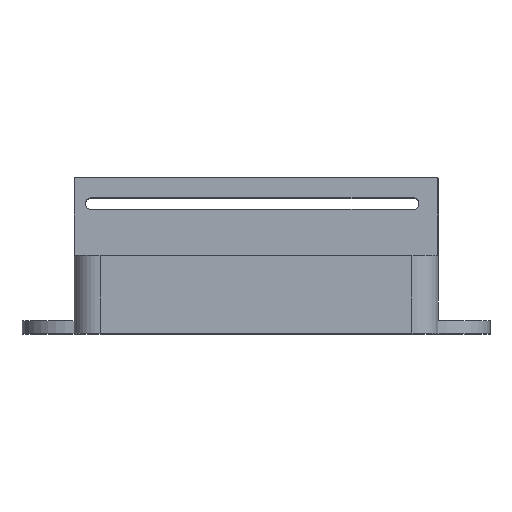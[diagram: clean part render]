
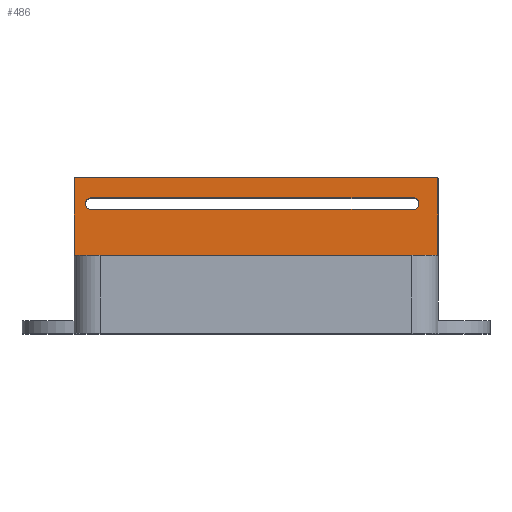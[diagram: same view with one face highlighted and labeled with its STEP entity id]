
A CAD part, top view. The second image highlights one B-rep face of the part: STEP entity #486.
In plain terms, the highlighted planar face has unit normal (0, 0, 1).
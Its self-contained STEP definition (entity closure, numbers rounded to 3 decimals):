
#20 = EDGE_CURVE ( 'NONE', #341, #355, #1275, .T. ) ;
#78 = CARTESIAN_POINT ( 'NONE',  ( 60.438, 47.75, 99.2 ) ) ;
#80 = CARTESIAN_POINT ( 'NONE',  ( -70., 60., 99.2 ) ) ;
#83 = VERTEX_POINT ( 'NONE', #1427 ) ;
#122 = VECTOR ( 'NONE', #147, 1000. ) ;
#129 = VERTEX_POINT ( 'NONE', #222 ) ;
#147 = DIRECTION ( 'NONE',  ( 1., 0., 0. ) ) ;
#154 = DIRECTION ( 'NONE',  ( 0., -1., 0. ) ) ;
#167 = CARTESIAN_POINT ( 'NONE',  ( -63.304, 47.75, 99.2 ) ) ;
#187 = VECTOR ( 'NONE', #343, 1000. ) ;
#211 = CARTESIAN_POINT ( 'NONE',  ( 62.688, 50., 99.2 ) ) ;
#217 = CARTESIAN_POINT ( 'NONE',  ( -70., 60., 99.2 ) ) ;
#218 = AXIS2_PLACEMENT_3D ( 'NONE', #1096, #953, #808 ) ;
#222 = CARTESIAN_POINT ( 'NONE',  ( 60.438, 52.25, 99.2 ) ) ;
#227 = CARTESIAN_POINT ( 'NONE',  ( -70., 60., 99.2 ) ) ;
#239 = EDGE_CURVE ( 'NONE', #872, #129, #909, .T. ) ;
#255 = VERTEX_POINT ( 'NONE', #78 ) ;
#260 = ORIENTED_EDGE ( 'NONE', *, *, #1170, .T. ) ;
#325 = EDGE_CURVE ( 'NONE', #1298, #341, #1430, .T. ) ;
#341 = VERTEX_POINT ( 'NONE', #702 ) ;
#343 = DIRECTION ( 'NONE',  ( 0., -1., 0. ) ) ;
#355 = VERTEX_POINT ( 'NONE', #761 ) ;
#360 = DIRECTION ( 'NONE',  ( 1., 0., 0. ) ) ;
#369 = CARTESIAN_POINT ( 'NONE',  ( -63.304, 52.25, 99.2 ) ) ;
#373 = EDGE_LOOP ( 'NONE', ( #762, #1176, #715, #397, #908 ) ) ;
#378 = PLANE ( 'NONE',  #861 ) ;
#397 = ORIENTED_EDGE ( 'NONE', *, *, #239, .F. ) ;
#482 = DIRECTION ( 'NONE',  ( 1., 0., 0. ) ) ;
#486 = ADVANCED_FACE ( 'NONE', ( #1113, #1364 ), #378, .F. ) ;
#516 = VECTOR ( 'NONE', #1724, 1000. ) ;
#563 = CIRCLE ( 'NONE', #1138, 2.25 ) ;
#573 = AXIS2_PLACEMENT_3D ( 'NONE', #629, #1214, #360 ) ;
#583 = CARTESIAN_POINT ( 'NONE',  ( -70., 60., 99.2 ) ) ;
#603 = VECTOR ( 'NONE', #154, 1000. ) ;
#629 = CARTESIAN_POINT ( 'NONE',  ( 60.438, 50., 99.2 ) ) ;
#634 = DIRECTION ( 'NONE',  ( 0., 0., 1. ) ) ;
#673 = EDGE_CURVE ( 'NONE', #83, #355, #1561, .T. ) ;
#702 = CARTESIAN_POINT ( 'NONE',  ( 70., 60., 99.2 ) ) ;
#715 = ORIENTED_EDGE ( 'NONE', *, *, #1723, .F. ) ;
#745 = DIRECTION ( 'NONE',  ( 1., 0., 0. ) ) ;
#747 = DIRECTION ( 'NONE',  ( -1., 0., 0. ) ) ;
#761 = CARTESIAN_POINT ( 'NONE',  ( 70., 30., 99.2 ) ) ;
#762 = ORIENTED_EDGE ( 'NONE', *, *, #1094, .F. ) ;
#808 = DIRECTION ( 'NONE',  ( 1., 0., 0. ) ) ;
#831 = ORIENTED_EDGE ( 'NONE', *, *, #673, .T. ) ;
#861 = AXIS2_PLACEMENT_3D ( 'NONE', #80, #1106, #1089 ) ;
#872 = VERTEX_POINT ( 'NONE', #211 ) ;
#873 = CARTESIAN_POINT ( 'NONE',  ( -63.304, 47.75, 99.2 ) ) ;
#908 = ORIENTED_EDGE ( 'NONE', *, *, #1008, .F. ) ;
#909 = CIRCLE ( 'NONE', #573, 2.25 ) ;
#938 = VERTEX_POINT ( 'NONE', #369 ) ;
#953 = DIRECTION ( 'NONE',  ( 0., 0., 1. ) ) ;
#975 = ORIENTED_EDGE ( 'NONE', *, *, #325, .F. ) ;
#1000 = CARTESIAN_POINT ( 'NONE',  ( -70., 30., 99.2 ) ) ;
#1008 = EDGE_CURVE ( 'NONE', #255, #872, #1047, .T. ) ;
#1021 = CARTESIAN_POINT ( 'NONE',  ( 70., 60., 99.2 ) ) ;
#1037 = LINE ( 'NONE', #1633, #1679 ) ;
#1047 = CIRCLE ( 'NONE', #218, 2.25 ) ;
#1084 = CARTESIAN_POINT ( 'NONE',  ( -63.304, 50., 99.2 ) ) ;
#1089 = DIRECTION ( 'NONE',  ( -1., 0., 0. ) ) ;
#1094 = EDGE_CURVE ( 'NONE', #1500, #255, #1707, .T. ) ;
#1096 = CARTESIAN_POINT ( 'NONE',  ( 60.438, 50., 99.2 ) ) ;
#1106 = DIRECTION ( 'NONE',  ( 0., 0., -1. ) ) ;
#1113 = FACE_BOUND ( 'NONE', #373, .T. ) ;
#1138 = AXIS2_PLACEMENT_3D ( 'NONE', #1084, #634, #482 ) ;
#1148 = EDGE_CURVE ( 'NONE', #938, #1500, #563, .T. ) ;
#1164 = ORIENTED_EDGE ( 'NONE', *, *, #20, .F. ) ;
#1170 = EDGE_CURVE ( 'NONE', #1298, #83, #1519, .T. ) ;
#1176 = ORIENTED_EDGE ( 'NONE', *, *, #1148, .F. ) ;
#1214 = DIRECTION ( 'NONE',  ( 0., 0., 1. ) ) ;
#1275 = LINE ( 'NONE', #1021, #603 ) ;
#1298 = VERTEX_POINT ( 'NONE', #217 ) ;
#1364 = FACE_OUTER_BOUND ( 'NONE', #1467, .T. ) ;
#1427 = CARTESIAN_POINT ( 'NONE',  ( -70., 30., 99.2 ) ) ;
#1430 = LINE ( 'NONE', #583, #122 ) ;
#1467 = EDGE_LOOP ( 'NONE', ( #831, #1164, #975, #260 ) ) ;
#1500 = VERTEX_POINT ( 'NONE', #167 ) ;
#1519 = LINE ( 'NONE', #227, #187 ) ;
#1561 = LINE ( 'NONE', #1000, #516 ) ;
#1633 = CARTESIAN_POINT ( 'NONE',  ( -63.304, 52.25, 99.2 ) ) ;
#1679 = VECTOR ( 'NONE', #747, 1000. ) ;
#1707 = LINE ( 'NONE', #873, #1808 ) ;
#1723 = EDGE_CURVE ( 'NONE', #129, #938, #1037, .T. ) ;
#1724 = DIRECTION ( 'NONE',  ( 1., 0., 0. ) ) ;
#1808 = VECTOR ( 'NONE', #745, 1000. ) ;
